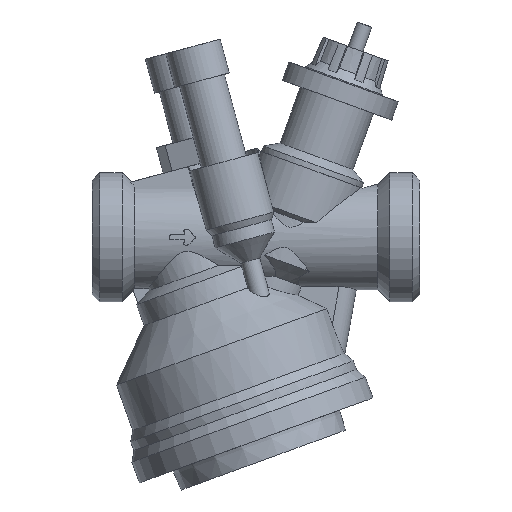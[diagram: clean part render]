
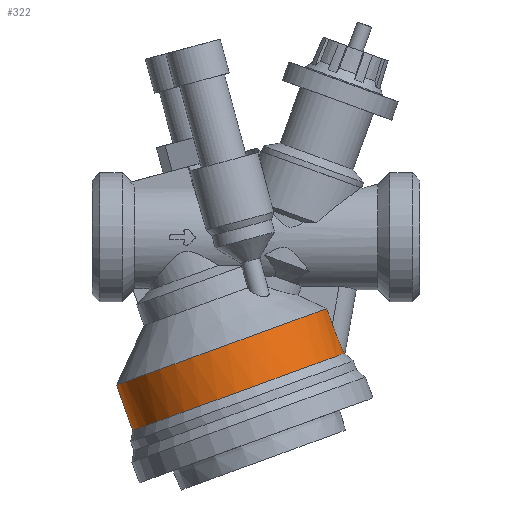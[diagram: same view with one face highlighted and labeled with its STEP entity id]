
A CAD part, front view. The second image highlights one B-rep face of the part: STEP entity #322.
In plain terms, the highlighted cylindrical face has radius 29 mm (diameter 58 mm), a partial arc.
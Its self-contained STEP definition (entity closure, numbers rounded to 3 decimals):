
#322 = ADVANCED_FACE( '', ( #706 ), #707, .T. );
#706 = FACE_OUTER_BOUND( '', #1148, .T. );
#707 = CYLINDRICAL_SURFACE( '', #1149, 29. );
#1148 = EDGE_LOOP( '', ( #2179, #2180, #2181, #2182, #2183, #2184 ) );
#1149 = AXIS2_PLACEMENT_3D( '', #2185, #2186, #2187 );
#2179 = ORIENTED_EDGE( '', *, *, #2916, .F. );
#2180 = ORIENTED_EDGE( '', *, *, #2712, .F. );
#2181 = ORIENTED_EDGE( '', *, *, #3024, .T. );
#2182 = ORIENTED_EDGE( '', *, *, #2976, .F. );
#2183 = ORIENTED_EDGE( '', *, *, #3025, .T. );
#2184 = ORIENTED_EDGE( '', *, *, #2974, .F. );
#2185 = CARTESIAN_POINT( '', ( -8.004, 0., -52.192 ) );
#2186 = DIRECTION( '', ( 0.342, 0., -0.94 ) );
#2187 = DIRECTION( '', ( 0.94, 0., 0.342 ) );
#2712 = EDGE_CURVE( '', #3219, #3221, #3222, .T. );
#2916 = EDGE_CURVE( '', #3221, #3553, #3554, .F. );
#2974 = EDGE_CURVE( '', #3553, #3630, #3631, .T. );
#2976 = EDGE_CURVE( '', #3632, #3628, #3634, .T. );
#3024 = EDGE_CURVE( '', #3219, #3628, #3701, .F. );
#3025 = EDGE_CURVE( '', #3632, #3630, #3702, .T. );
#3219 = VERTEX_POINT( '', #4031 );
#3221 = VERTEX_POINT( '', #4036 );
#3222 = CIRCLE( '', #4037, 29. );
#3553 = VERTEX_POINT( '', #5189 );
#3554 = LINE( '', #5190, #5191 );
#3628 = VERTEX_POINT( '', #5389 );
#3630 = VERTEX_POINT( '', #5392 );
#3631 = B_SPLINE_CURVE_WITH_KNOTS( '', 3, ( #5393, #5394, #5395, #5396, #5397, #5398, #5399, #5400, #5401, #5402, #5403, #5404, #5405, #5406 ), .UNSPECIFIED., .F., .F., ( 4, 2, 2, 2, 2, 2, 4 ), ( 0.033, 0.035, 0.038, 0.039, 0.04, 0.041, 0.042 ), .UNSPECIFIED. );
#3632 = VERTEX_POINT( '', #5407 );
#3634 = B_SPLINE_CURVE_WITH_KNOTS( '', 3, ( #5414, #5415, #5416, #5417, #5418, #5419, #5420, #5421, #5422, #5423, #5424, #5425, #5426, #5427, #5428, #5429 ), .UNSPECIFIED., .F., .F., ( 4, 2, 2, 2, 2, 2, 2, 4 ), ( 0.001, 0.003, 0.004, 0.005, 0.006, 0.007, 0.008, 0.01 ), .UNSPECIFIED. );
#3701 = LINE( '', #5578, #5579 );
#3702 = CIRCLE( '', #5580, 29. );
#4031 = CARTESIAN_POINT( '', ( 10.182, 4.5, -18.392 ) );
#4036 = CARTESIAN_POINT( '', ( 10.182, -4.5, -18.392 ) );
#4037 = AXIS2_PLACEMENT_3D( '', #5848, #5849, #5850 );
#5189 = CARTESIAN_POINT( '', ( 11.678, -4.5, -22.503 ) );
#5190 = CARTESIAN_POINT( '', ( 18.917, -4.5, -42.393 ) );
#5191 = VECTOR( '', #6056, 1000. );
#5389 = CARTESIAN_POINT( '', ( 11.678, 4.5, -22.503 ) );
#5392 = CARTESIAN_POINT( '', ( 14.723, -1.365, -29.937 ) );
#5393 = CARTESIAN_POINT( '', ( 11.678, -4.5, -22.503 ) );
#5394 = CARTESIAN_POINT( '', ( 11.932, -4.5, -23.203 ) );
#5395 = CARTESIAN_POINT( '', ( 12.197, -4.454, -23.908 ) );
#5396 = CARTESIAN_POINT( '', ( 12.731, -4.255, -25.286 ) );
#5397 = CARTESIAN_POINT( '', ( 13.002, -4.102, -25.963 ) );
#5398 = CARTESIAN_POINT( '', ( 13.412, -3.762, -26.957 ) );
#5399 = CARTESIAN_POINT( '', ( 13.548, -3.63, -27.282 ) );
#5400 = CARTESIAN_POINT( '', ( 13.816, -3.325, -27.909 ) );
#5401 = CARTESIAN_POINT( '', ( 13.948, -3.15, -28.212 ) );
#5402 = CARTESIAN_POINT( '', ( 14.203, -2.743, -28.793 ) );
#5403 = CARTESIAN_POINT( '', ( 14.325, -2.514, -29.065 ) );
#5404 = CARTESIAN_POINT( '', ( 14.546, -1.991, -29.554 ) );
#5405 = CARTESIAN_POINT( '', ( 14.647, -1.693, -29.772 ) );
#5406 = CARTESIAN_POINT( '', ( 14.723, -1.365, -29.937 ) );
#5407 = CARTESIAN_POINT( '', ( 14.723, 1.365, -29.937 ) );
#5414 = CARTESIAN_POINT( '', ( 14.723, 1.365, -29.937 ) );
#5415 = CARTESIAN_POINT( '', ( 14.646, 1.694, -29.771 ) );
#5416 = CARTESIAN_POINT( '', ( 14.545, 1.993, -29.552 ) );
#5417 = CARTESIAN_POINT( '', ( 14.323, 2.518, -29.062 ) );
#5418 = CARTESIAN_POINT( '', ( 14.202, 2.746, -28.79 ) );
#5419 = CARTESIAN_POINT( '', ( 13.945, 3.153, -28.207 ) );
#5420 = CARTESIAN_POINT( '', ( 13.813, 3.329, -27.901 ) );
#5421 = CARTESIAN_POINT( '', ( 13.545, 3.634, -27.274 ) );
#5422 = CARTESIAN_POINT( '', ( 13.41, 3.764, -26.951 ) );
#5423 = CARTESIAN_POINT( '', ( 13.137, 3.99, -26.291 ) );
#5424 = CARTESIAN_POINT( '', ( 12.999, 4.085, -25.952 ) );
#5425 = CARTESIAN_POINT( '', ( 12.727, 4.243, -25.272 ) );
#5426 = CARTESIAN_POINT( '', ( 12.593, 4.306, -24.93 ) );
#5427 = CARTESIAN_POINT( '', ( 12.193, 4.455, -23.898 ) );
#5428 = CARTESIAN_POINT( '', ( 11.933, 4.5, -23.204 ) );
#5429 = CARTESIAN_POINT( '', ( 11.678, 4.5, -22.503 ) );
#5578 = CARTESIAN_POINT( '', ( 18.917, 4.5, -42.393 ) );
#5579 = VECTOR( '', #6184, 1000. );
#5580 = AXIS2_PLACEMENT_3D( '', #6185, #6186, #6187 );
#5848 = CARTESIAN_POINT( '', ( -16.739, 0., -28.191 ) );
#5849 = DIRECTION( '', ( -0.342, 0., 0.94 ) );
#5850 = DIRECTION( '', ( 0.94, 0., 0.342 ) );
#6056 = DIRECTION( '', ( -0.342, 0., 0.94 ) );
#6184 = DIRECTION( '', ( -0.342, 0., 0.94 ) );
#6185 = CARTESIAN_POINT( '', ( -12.498, 0., -39.845 ) );
#6186 = DIRECTION( '', ( -0.342, 0., 0.94 ) );
#6187 = DIRECTION( '', ( 0.94, 0., 0.342 ) );
